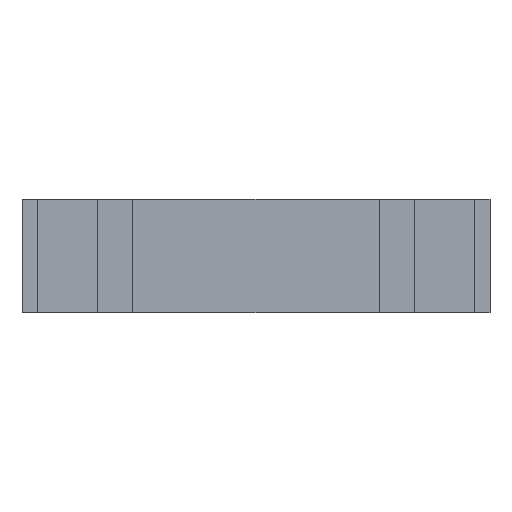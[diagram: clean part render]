
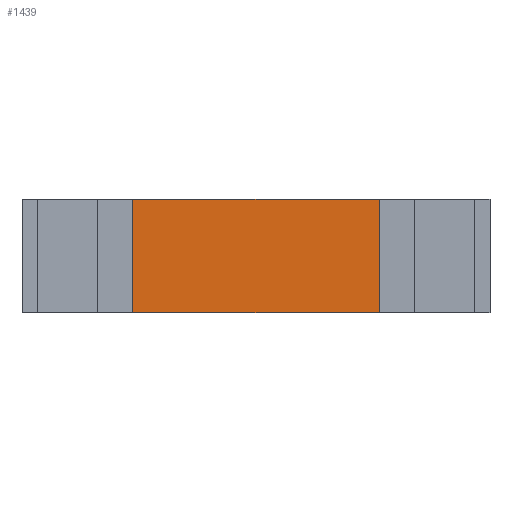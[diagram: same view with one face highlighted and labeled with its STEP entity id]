
A CAD part, left-side view. The second image highlights one B-rep face of the part: STEP entity #1439.
In plain terms, the highlighted planar face has unit normal (-1, 0, 0).
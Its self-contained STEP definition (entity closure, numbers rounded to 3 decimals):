
#59=FACE_OUTER_BOUND('',#145,.T.);
#145=EDGE_LOOP('',(#1021,#1022,#1023,#1024));
#227=LINE('',#2017,#437);
#231=LINE('',#2025,#441);
#237=LINE('',#2036,#447);
#238=LINE('',#2038,#448);
#437=VECTOR('',#1633,10.);
#441=VECTOR('',#1639,10.);
#447=VECTOR('',#1649,10.);
#448=VECTOR('',#1652,10.);
#647=VERTEX_POINT('',#2015);
#648=VERTEX_POINT('',#2016);
#651=VERTEX_POINT('',#2024);
#654=VERTEX_POINT('',#2034);
#795=EDGE_CURVE('',#647,#648,#227,.T.);
#799=EDGE_CURVE('',#651,#648,#231,.T.);
#805=EDGE_CURVE('',#647,#654,#237,.T.);
#806=EDGE_CURVE('',#651,#654,#238,.T.);
#1021=ORIENTED_EDGE('',*,*,#805,.T.);
#1022=ORIENTED_EDGE('',*,*,#806,.F.);
#1023=ORIENTED_EDGE('',*,*,#799,.T.);
#1024=ORIENTED_EDGE('',*,*,#795,.F.);
#1353=PLANE('',#1547);
#1439=ADVANCED_FACE('',(#59),#1353,.T.);
#1547=AXIS2_PLACEMENT_3D('',#2037,#1650,#1651);
#1633=DIRECTION('',(0.,-1.,0.));
#1639=DIRECTION('',(0.,0.,1.));
#1649=DIRECTION('',(0.,0.,-1.));
#1650=DIRECTION('center_axis',(-1.,0.,0.));
#1651=DIRECTION('ref_axis',(0.,1.,0.));
#1652=DIRECTION('',(0.,1.,0.));
#2015=CARTESIAN_POINT('',(-136.874,72.049,33.304));
#2016=CARTESIAN_POINT('',(-136.874,-72.049,33.304));
#2017=CARTESIAN_POINT('',(-136.874,-72.049,33.304));
#2024=CARTESIAN_POINT('',(-136.874,-72.049,-33.304));
#2025=CARTESIAN_POINT('',(-136.874,-72.049,0.));
#2034=CARTESIAN_POINT('',(-136.874,72.049,-33.304));
#2036=CARTESIAN_POINT('',(-136.874,72.049,0.));
#2037=CARTESIAN_POINT('Origin',(-136.874,-72.049,0.));
#2038=CARTESIAN_POINT('',(-136.874,-72.049,-33.304));
